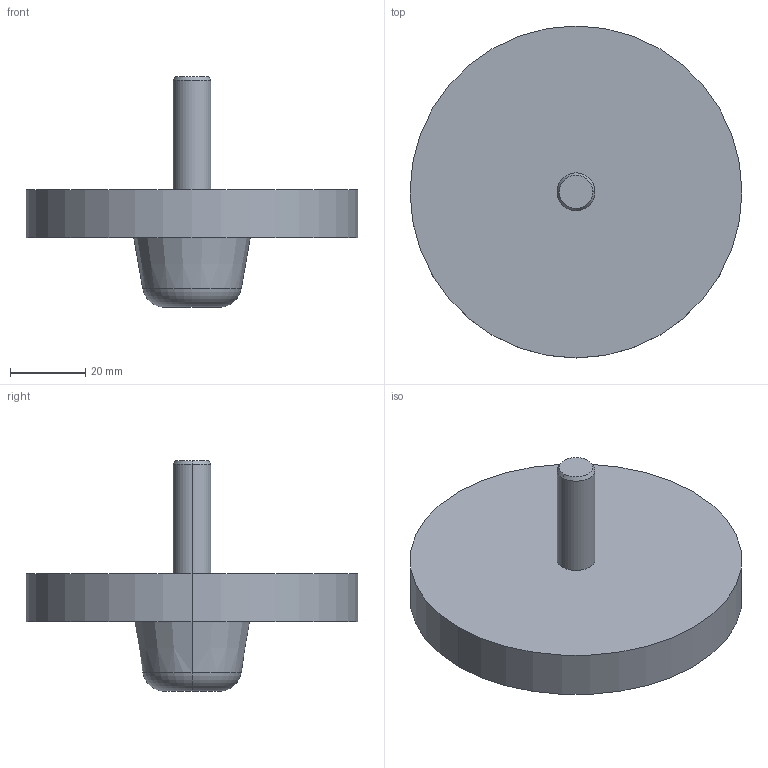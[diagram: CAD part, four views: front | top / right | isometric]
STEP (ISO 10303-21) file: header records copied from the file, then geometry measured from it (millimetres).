
FILE_DESCRIPTION (( 'STEP AP203' ), '1' );
FILE_NAME ('coupelle.STEP', '2019-12-23T20:40:41', ( 'samfly' ), ( '' ), 'SwSTEP 2.0', 'SolidWorks 2018', '' );
FILE_SCHEMA (( 'CONFIG_CONTROL_DESIGN' ));
Length unit declared in the file: millimetre
Products named in the file (1): coupelle
Bounding box: 88 x 88 x 61.13 mm (x, y, z)
Volume: 53594.8 mm3; surface area: 19916.9 mm2
Topology: 1 solids, 1 shells, 23 faces, 46 edges, 25 vertices
Faces by surface type: torus 8, cone 6, cylinder 6, plane 3
Entity records: 663 total; most frequent: DIRECTION 124, CARTESIAN_POINT 93, ORIENTED_EDGE 88, AXIS2_PLACEMENT_3D 56, EDGE_CURVE 44, CIRCLE 32, EDGE_LOOP 25, VERTEX_POINT 25
